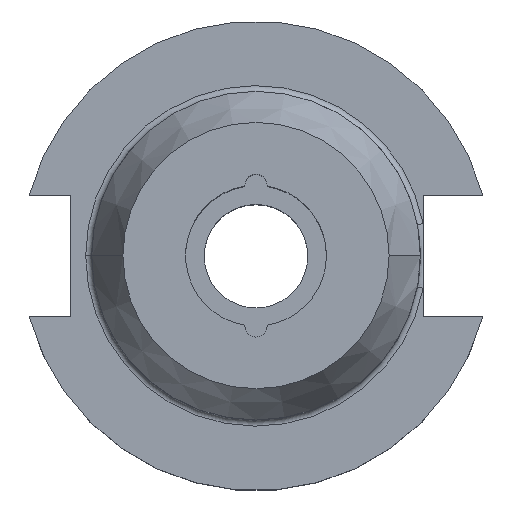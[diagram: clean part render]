
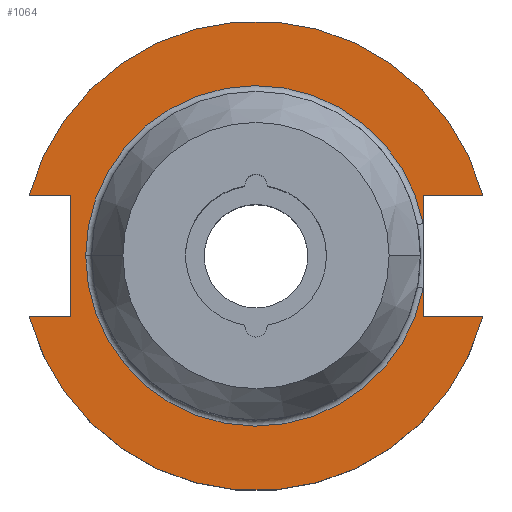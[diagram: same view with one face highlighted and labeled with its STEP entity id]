
A CAD part, top view. The second image highlights one B-rep face of the part: STEP entity #1064.
In plain terms, the highlighted planar face has unit normal (0, 0, 1).
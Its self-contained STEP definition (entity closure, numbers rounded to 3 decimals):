
#23 = DIRECTION ( 'NONE',  ( 1., 0., 0. ) ) ;
#29 = DIRECTION ( 'NONE',  ( 0., 0., 1. ) ) ;
#33 = DIRECTION ( 'NONE',  ( 0., 0., -1. ) ) ;
#39 = CARTESIAN_POINT ( 'NONE',  ( 0., 0., 19.05 ) ) ;
#95 = DIRECTION ( 'NONE',  ( 1., 0., 0. ) ) ;
#114 = LINE ( 'NONE', #197, #517 ) ;
#155 = EDGE_CURVE ( 'NONE', #1151, #1214, #688, .T. ) ;
#157 = CARTESIAN_POINT ( 'NONE',  ( -25.091, 8.191, 19.05 ) ) ;
#161 = DIRECTION ( 'NONE',  ( -1., 0., 0. ) ) ;
#191 = AXIS2_PLACEMENT_3D ( 'NONE', #1534, #1535, #1538 ) ;
#197 = CARTESIAN_POINT ( 'NONE',  ( -25.091, 8.191, 19.05 ) ) ;
#199 = CARTESIAN_POINT ( 'NONE',  ( 0., 8.191, 19.05 ) ) ;
#243 = CIRCLE ( 'NONE', #1006, 31.75 ) ;
#270 = DIRECTION ( 'NONE',  ( -1., 0., 0. ) ) ;
#282 = DIRECTION ( 'NONE',  ( 0., 0., -1. ) ) ;
#289 = CARTESIAN_POINT ( 'NONE',  ( 30.675, 8.191, 19.05 ) ) ;
#312 = FACE_OUTER_BOUND ( 'NONE', #1646, .T. ) ;
#319 = CARTESIAN_POINT ( 'NONE',  ( 0., 0., 19.05 ) ) ;
#321 = CARTESIAN_POINT ( 'NONE',  ( -30.675, 8.191, 19.05 ) ) ;
#359 = AXIS2_PLACEMENT_3D ( 'NONE', #319, #282, #270 ) ;
#363 = CARTESIAN_POINT ( 'NONE',  ( -61.091, -8.191, 19.05 ) ) ;
#391 = LINE ( 'NONE', #944, #1865 ) ;
#424 = EDGE_CURVE ( 'NONE', #737, #1065, #391, .T. ) ;
#461 = CARTESIAN_POINT ( 'NONE',  ( 0., -8.191, 19.05 ) ) ;
#479 = DIRECTION ( 'NONE',  ( 1., 0., 0. ) ) ;
#517 = VECTOR ( 'NONE', #1884, 1000. ) ;
#584 = VERTEX_POINT ( 'NONE', #1758 ) ;
#591 = ORIENTED_EDGE ( 'NONE', *, *, #1008, .T. ) ;
#651 = ORIENTED_EDGE ( 'NONE', *, *, #1658, .T. ) ;
#661 = EDGE_CURVE ( 'NONE', #1336, #888, #1634, .T. ) ;
#665 = ORIENTED_EDGE ( 'NONE', *, *, #424, .T. ) ;
#684 = ORIENTED_EDGE ( 'NONE', *, *, #1089, .T. ) ;
#685 = ORIENTED_EDGE ( 'NONE', *, *, #1768, .F. ) ;
#688 = CIRCLE ( 'NONE', #359, 23.025 ) ;
#737 = VERTEX_POINT ( 'NONE', #321 ) ;
#740 = VERTEX_POINT ( 'NONE', #289 ) ;
#761 = ORIENTED_EDGE ( 'NONE', *, *, #661, .F. ) ;
#772 = CIRCLE ( 'NONE', #191, 31.75 ) ;
#818 = EDGE_CURVE ( 'NONE', #1214, #889, #1080, .T. ) ;
#888 = VERTEX_POINT ( 'NONE', #1302 ) ;
#889 = VERTEX_POINT ( 'NONE', #1359 ) ;
#898 = DIRECTION ( 'NONE',  ( 1., 0., 0. ) ) ;
#927 = EDGE_CURVE ( 'NONE', #889, #966, #1291, .T. ) ;
#944 = CARTESIAN_POINT ( 'NONE',  ( -61.091, 8.191, 19.05 ) ) ;
#952 = CARTESIAN_POINT ( 'NONE',  ( 22.606, -4.373, 19.05 ) ) ;
#966 = VERTEX_POINT ( 'NONE', #1471 ) ;
#1006 = AXIS2_PLACEMENT_3D ( 'NONE', #39, #29, #23 ) ;
#1008 = EDGE_CURVE ( 'NONE', #740, #737, #772, .T. ) ;
#1009 = ORIENTED_EDGE ( 'NONE', *, *, #818, .T. ) ;
#1027 = VERTEX_POINT ( 'NONE', #1544 ) ;
#1030 = ORIENTED_EDGE ( 'NONE', *, *, #927, .T. ) ;
#1065 = VERTEX_POINT ( 'NONE', #157 ) ;
#1064 = ADVANCED_FACE ( 'NONE', ( #312 ), #1690, .F. ) ;
#1080 = CIRCLE ( 'NONE', #1304, 23.025 ) ;
#1089 = EDGE_CURVE ( 'NONE', #1065, #1027, #114, .T. ) ;
#1151 = VERTEX_POINT ( 'NONE', #952 ) ;
#1161 = AXIS2_PLACEMENT_3D ( 'NONE', #1608, #33, #1894 ) ;
#1191 = DIRECTION ( 'NONE',  ( 0., 1., 0. ) ) ;
#1210 = CARTESIAN_POINT ( 'NONE',  ( 22.606, 22.225, 19.05 ) ) ;
#1214 = VERTEX_POINT ( 'NONE', #1812 ) ;
#1225 = VECTOR ( 'NONE', #95, 1000. ) ;
#1254 = CARTESIAN_POINT ( 'NONE',  ( 0., 0., 19.05 ) ) ;
#1264 = DIRECTION ( 'NONE',  ( 0., 0., -1. ) ) ;
#1273 = DIRECTION ( 'NONE',  ( -1., 0., 0. ) ) ;
#1278 = VECTOR ( 'NONE', #479, 1000. ) ;
#1291 = LINE ( 'NONE', #1536, #1590 ) ;
#1298 = VECTOR ( 'NONE', #1191, 1000. ) ;
#1302 = CARTESIAN_POINT ( 'NONE',  ( 30.675, -8.191, 19.05 ) ) ;
#1304 = AXIS2_PLACEMENT_3D ( 'NONE', #1254, #1264, #1273 ) ;
#1319 = CARTESIAN_POINT ( 'NONE',  ( 22.606, -8.191, 19.05 ) ) ;
#1336 = VERTEX_POINT ( 'NONE', #1319 ) ;
#1343 = LINE ( 'NONE', #1210, #1298 ) ;
#1345 = ORIENTED_EDGE ( 'NONE', *, *, #1364, .T. ) ;
#1359 = CARTESIAN_POINT ( 'NONE',  ( 22.606, 4.373, 19.05 ) ) ;
#1364 = EDGE_CURVE ( 'NONE', #1336, #1151, #1343, .T. ) ;
#1404 = VECTOR ( 'NONE', #161, 1000. ) ;
#1428 = DIRECTION ( 'NONE',  ( 0., 1., 0. ) ) ;
#1471 = CARTESIAN_POINT ( 'NONE',  ( 22.606, 8.191, 19.05 ) ) ;
#1534 = CARTESIAN_POINT ( 'NONE',  ( 0., 0., 19.05 ) ) ;
#1535 = DIRECTION ( 'NONE',  ( 0., 0., 1. ) ) ;
#1536 = CARTESIAN_POINT ( 'NONE',  ( 22.606, 22.225, 19.05 ) ) ;
#1538 = DIRECTION ( 'NONE',  ( 1., 0., 0. ) ) ;
#1544 = CARTESIAN_POINT ( 'NONE',  ( -25.091, -8.191, 19.05 ) ) ;
#1590 = VECTOR ( 'NONE', #1428, 1000. ) ;
#1592 = LINE ( 'NONE', #363, #1225 ) ;
#1604 = EDGE_CURVE ( 'NONE', #740, #966, #1775, .T. ) ;
#1608 = CARTESIAN_POINT ( 'NONE',  ( 0., 22.225, 19.05 ) ) ;
#1634 = LINE ( 'NONE', #461, #1278 ) ;
#1646 = EDGE_LOOP ( 'NONE', ( #1345, #1861, #1009, #1030, #1888, #591, #665, #684, #685, #651, #761 ) ) ;
#1658 = EDGE_CURVE ( 'NONE', #584, #888, #243, .T. ) ;
#1690 = PLANE ( 'NONE',  #1161 ) ;
#1758 = CARTESIAN_POINT ( 'NONE',  ( -30.675, -8.191, 19.05 ) ) ;
#1768 = EDGE_CURVE ( 'NONE', #584, #1027, #1592, .T. ) ;
#1775 = LINE ( 'NONE', #199, #1404 ) ;
#1812 = CARTESIAN_POINT ( 'NONE',  ( -23.025, 0., 19.05 ) ) ;
#1861 = ORIENTED_EDGE ( 'NONE', *, *, #155, .T. ) ;
#1865 = VECTOR ( 'NONE', #898, 1000. ) ;
#1884 = DIRECTION ( 'NONE',  ( 0., -1., 0. ) ) ;
#1888 = ORIENTED_EDGE ( 'NONE', *, *, #1604, .F. ) ;
#1894 = DIRECTION ( 'NONE',  ( -1., 0., 0. ) ) ;
